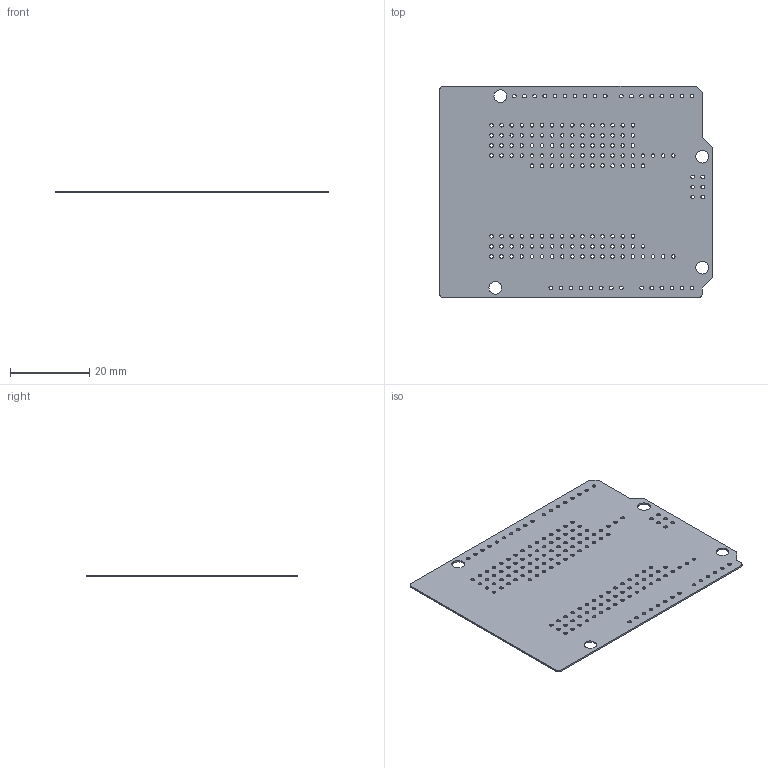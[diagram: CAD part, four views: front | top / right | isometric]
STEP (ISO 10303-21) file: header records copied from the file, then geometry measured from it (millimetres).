
FILE_DESCRIPTION(/* description */ (''),/* implementation_level */ '2;1');
FILE_NAME(/* name */ 'Board_ipt_1a3a7f38.STEP',/* time_stamp */ '2024-05-28T16:18:04+01:00',/* author */ ('rlndo'),/* organization */ (''),/* preprocessor_version */ 'ST-DEVELOPER v16.13',/* originating_system */ 'Autodesk Inventor 2018',/* authorisation */ '');
FILE_SCHEMA (('AUTOMOTIVE_DESIGN { 1 0 10303 214 3 1 1 }'));
Length unit declared in the file: millimetre
Products named in the file (1): Board
Bounding box: 68.58 x 53.34 x 0.41 mm (x, y, z)
Volume: 1429.4 mm3; surface area: 7253.1 mm2
Topology: 1 solids, 1 shells, 182 faces, 540 edges, 360 vertices
Faces by surface type: cylinder 171, plane 11
Full cylindrical faces by diameter (mm): 0.9 x164, 3.2 x4
Entity records: 6184 total; most frequent: DIRECTION 1080, CARTESIAN_POINT 915, ORIENTED_EDGE 744, EDGE_LOOP 686, AXIS2_PLACEMENT_3D 525, FACE_BOUND 504, EDGE_CURVE 372, VERTEX_POINT 360
